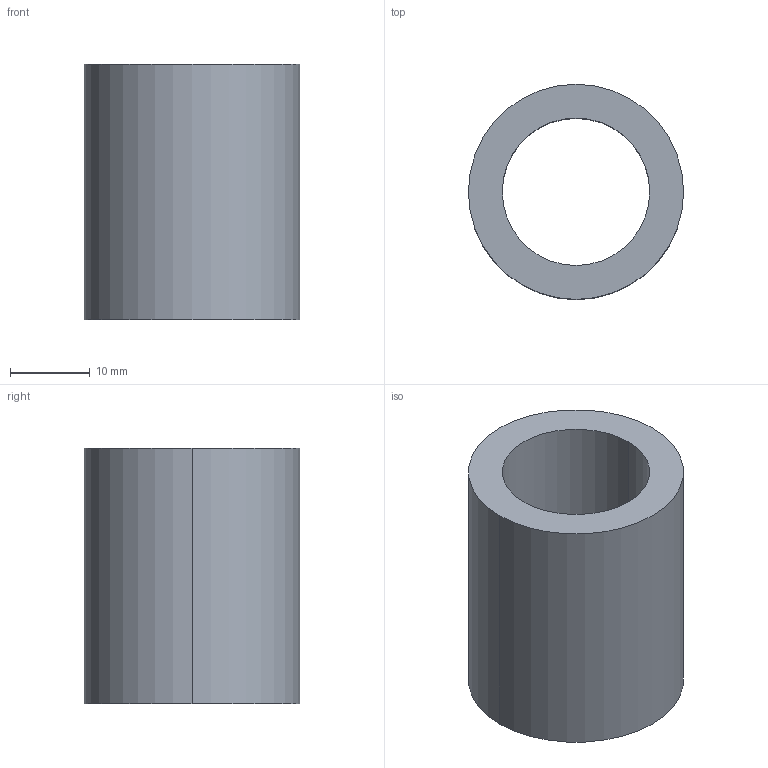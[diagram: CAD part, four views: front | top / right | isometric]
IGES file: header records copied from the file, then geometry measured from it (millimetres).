
Start section: SolidWorks IGES file using analytic representation for surfaces
Global section: file name: S0126-65416.IGS; native system: SolidWorks 2011; preprocessor: SolidWorks 2011; author: turcimas; date: 110422.162931; units: millimetre
Bounding box: 27 x 27 x 32 mm (x, y, z)
Volume: 9720.1 mm3; surface area: 5181.7 mm2
Topology: 1 solids, 1 shells, 6 faces, 12 edges, 8 vertices
Faces by surface type: revolution 4, plane 2
